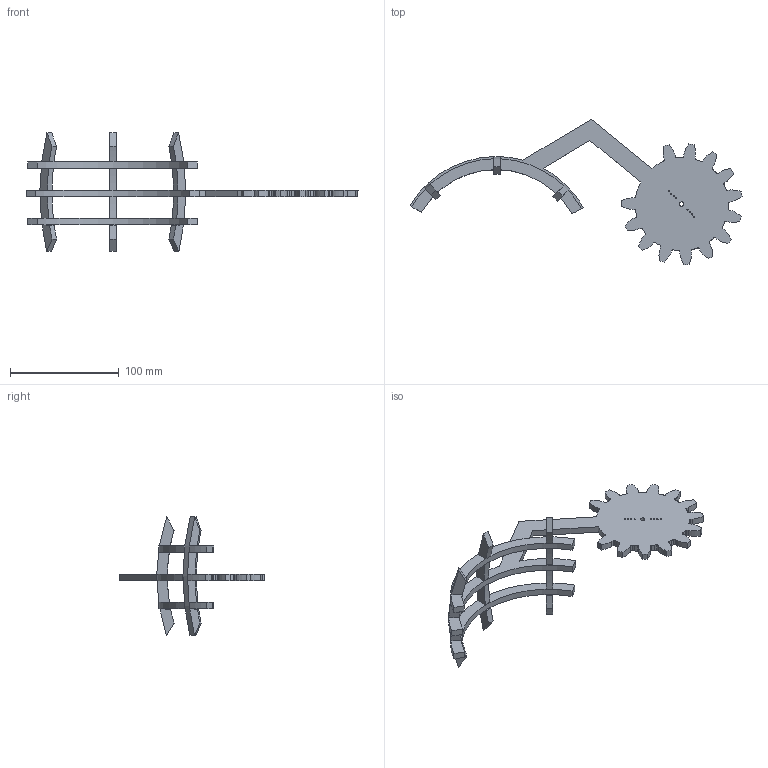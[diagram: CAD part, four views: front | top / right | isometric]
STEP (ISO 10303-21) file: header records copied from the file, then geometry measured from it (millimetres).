
FILE_DESCRIPTION (( 'STEP AP203' ), '1' );
FILE_NAME ('rightgrip.STEP', '2020-02-26T09:54:15', ( '' ), ( '' ), 'SwSTEP 2.0', 'SolidWorks 2019', '' );
FILE_SCHEMA (( 'CONFIG_CONTROL_DESIGN' ));
Length unit declared in the file: millimetre
Products named in the file (5): Mid Plate; Centre side plate; Upper and Lower plate; Claw; rightgrip
Assembly tree (7 placements, depth 3):
  rightgrip
    Claw
      Mid Plate
      Upper and Lower plate  x2
      Centre side plate  x3
Bounding box: 305.38 x 133.82 x 108.8 mm (x, y, z)
Volume: 102716 mm3; surface area: 50971.7 mm2
Topology: 6 solids, 6 shells, 260 faces, 744 edges, 496 vertices
Faces by surface type: cylinder 123, plane 111, bspline 26
Entity records: 7629 total; most frequent: CARTESIAN_POINT 1543, ORIENTED_EDGE 1188, DIRECTION 1136, EDGE_CURVE 594, AXIS2_PLACEMENT_3D 405, VERTEX_POINT 396, VECTOR 326, LINE 326
